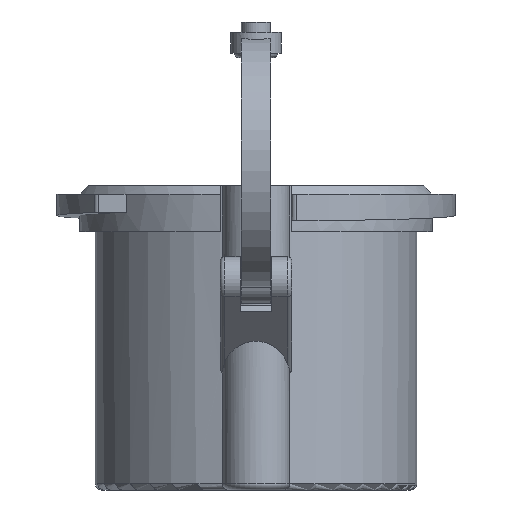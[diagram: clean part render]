
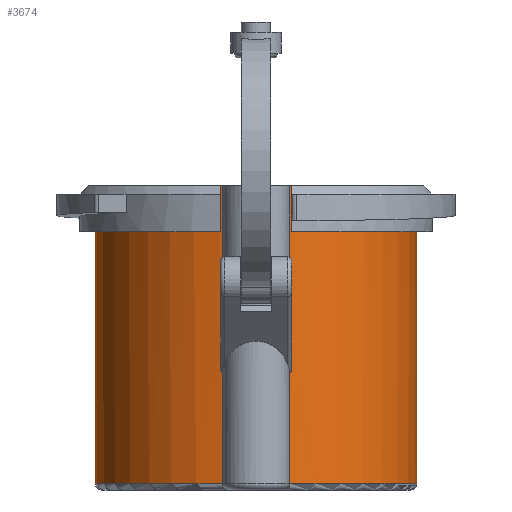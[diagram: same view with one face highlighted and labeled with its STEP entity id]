
A CAD part, front view. The second image highlights one B-rep face of the part: STEP entity #3674.
In plain terms, the highlighted cylindrical face has radius 38.3 mm (diameter 76.6 mm), a partial arc.
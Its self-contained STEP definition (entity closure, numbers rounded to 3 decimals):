
#80=B_SPLINE_CURVE_WITH_KNOTS('',3,(#5544,#5545,#5546,#5547,#5548,#5549,
#5550,#5551),.UNSPECIFIED.,.F.,.F.,(4,2,2,4),(0.,0.051,0.102,
0.124),.UNSPECIFIED.);
#83=B_SPLINE_CURVE_WITH_KNOTS('',3,(#5582,#5583,#5584,#5585,#5586,#5587,
#5588,#5589),.UNSPECIFIED.,.F.,.F.,(4,2,2,4),(0.202,0.229,
0.267,0.304),.UNSPECIFIED.);
#85=B_SPLINE_CURVE_WITH_KNOTS('',3,(#5609,#5610,#5611,#5612,#5613,#5614,
#5615,#5616),.UNSPECIFIED.,.F.,.F.,(4,2,2,4),(0.245,0.267,
0.318,0.369),.UNSPECIFIED.);
#86=B_SPLINE_CURVE_WITH_KNOTS('',3,(#5626,#5627,#5628,#5629,#5630,#5631,
#5632,#5633),.UNSPECIFIED.,.F.,.F.,(4,2,2,4),(0.,0.038,0.075,
0.102),.UNSPECIFIED.);
#108=LINE('',#5591,#355);
#158=LINE('',#5797,#405);
#164=LINE('',#5822,#411);
#165=LINE('',#5824,#412);
#166=LINE('',#5827,#413);
#167=LINE('',#5828,#414);
#168=LINE('',#5829,#415);
#169=LINE('',#5830,#416);
#355=VECTOR('',#4470,10.);
#405=VECTOR('',#4644,10.);
#411=VECTOR('',#4670,10.);
#412=VECTOR('',#4671,10.);
#413=VECTOR('',#4674,10.);
#414=VECTOR('',#4675,10.);
#415=VECTOR('',#4676,10.);
#416=VECTOR('',#4677,10.);
#612=CYLINDRICAL_SURFACE('',#4003,38.3);
#864=FACE_OUTER_BOUND('',#1080,.T.);
#1080=EDGE_LOOP('',(#2640,#2641,#2642,#2643,#2644,#2645,#2646,#2647,#2648,
#2649,#2650,#2651,#2652,#2653,#2654,#2655));
#1325=CIRCLE('',#3996,38.3);
#1327=CIRCLE('',#3998,38.3);
#1330=CIRCLE('',#4002,38.3);
#1331=CIRCLE('',#4004,38.3);
#1503=VERTEX_POINT('',#5542);
#1504=VERTEX_POINT('',#5543);
#1511=VERTEX_POINT('',#5572);
#1512=VERTEX_POINT('',#5580);
#1515=VERTEX_POINT('',#5596);
#1518=VERTEX_POINT('',#5607);
#1521=VERTEX_POINT('',#5624);
#1522=VERTEX_POINT('',#5625);
#1574=VERTEX_POINT('',#5794);
#1575=VERTEX_POINT('',#5796);
#1577=VERTEX_POINT('',#5802);
#1578=VERTEX_POINT('',#5804);
#1579=VERTEX_POINT('',#5806);
#1584=VERTEX_POINT('',#5818);
#1585=VERTEX_POINT('',#5823);
#1586=VERTEX_POINT('',#5825);
#1872=EDGE_CURVE('',#1503,#1504,#80,.T.);
#1883=EDGE_CURVE('',#1512,#1511,#83,.F.);
#1884=EDGE_CURVE('',#1512,#1503,#108,.T.);
#1890=EDGE_CURVE('',#1518,#1515,#85,.F.);
#1894=EDGE_CURVE('',#1521,#1522,#86,.T.);
#1973=EDGE_CURVE('',#1575,#1574,#158,.T.);
#1977=EDGE_CURVE('',#1577,#1578,#1325,.T.);
#1979=EDGE_CURVE('',#1579,#1574,#1327,.T.);
#1984=EDGE_CURVE('',#1584,#1575,#1330,.T.);
#1986=EDGE_CURVE('',#1579,#1511,#164,.T.);
#1987=EDGE_CURVE('',#1504,#1585,#165,.F.);
#1988=EDGE_CURVE('',#1586,#1585,#1331,.T.);
#1989=EDGE_CURVE('',#1586,#1515,#166,.T.);
#1990=EDGE_CURVE('',#1518,#1521,#167,.T.);
#1991=EDGE_CURVE('',#1522,#1578,#168,.T.);
#1992=EDGE_CURVE('',#1577,#1584,#169,.T.);
#2640=ORIENTED_EDGE('',*,*,#1984,.T.);
#2641=ORIENTED_EDGE('',*,*,#1973,.T.);
#2642=ORIENTED_EDGE('',*,*,#1979,.F.);
#2643=ORIENTED_EDGE('',*,*,#1986,.T.);
#2644=ORIENTED_EDGE('',*,*,#1883,.F.);
#2645=ORIENTED_EDGE('',*,*,#1884,.T.);
#2646=ORIENTED_EDGE('',*,*,#1872,.T.);
#2647=ORIENTED_EDGE('',*,*,#1987,.T.);
#2648=ORIENTED_EDGE('',*,*,#1988,.F.);
#2649=ORIENTED_EDGE('',*,*,#1989,.T.);
#2650=ORIENTED_EDGE('',*,*,#1890,.F.);
#2651=ORIENTED_EDGE('',*,*,#1990,.T.);
#2652=ORIENTED_EDGE('',*,*,#1894,.T.);
#2653=ORIENTED_EDGE('',*,*,#1991,.T.);
#2654=ORIENTED_EDGE('',*,*,#1977,.F.);
#2655=ORIENTED_EDGE('',*,*,#1992,.T.);
#3674=ADVANCED_FACE('',(#864),#612,.T.);
#3996=AXIS2_PLACEMENT_3D('',#5805,#4651,#4652);
#3998=AXIS2_PLACEMENT_3D('',#5808,#4655,#4656);
#4002=AXIS2_PLACEMENT_3D('',#5819,#4665,#4666);
#4003=AXIS2_PLACEMENT_3D('',#5821,#4668,#4669);
#4004=AXIS2_PLACEMENT_3D('',#5826,#4672,#4673);
#4470=DIRECTION('',(0.,0.,-1.));
#4644=DIRECTION('',(0.,0.,1.));
#4651=DIRECTION('center_axis',(0.,0.,1.));
#4652=DIRECTION('ref_axis',(0.222,0.975,0.));
#4655=DIRECTION('center_axis',(0.,0.,1.));
#4656=DIRECTION('ref_axis',(-0.209,0.978,0.));
#4665=DIRECTION('center_axis',(0.,0.,
-1.));
#4666=DIRECTION('ref_axis',(-0.209,0.978,0.));
#4668=DIRECTION('center_axis',(0.,0.,1.));
#4669=DIRECTION('ref_axis',(-0.209,0.978,0.));
#4670=DIRECTION('',(0.,0.,-1.));
#4671=DIRECTION('',(0.,0.,1.));
#4672=DIRECTION('center_axis',(0.,0.,-1.));
#4673=DIRECTION('ref_axis',(0.,1.,0.));
#4674=DIRECTION('',(0.,0.,1.));
#4675=DIRECTION('',(0.,0.,1.));
#4676=DIRECTION('',(0.,0.,1.));
#4677=DIRECTION('',(0.,0.,-1.));
#5542=CARTESIAN_POINT('',(8.5,-37.345,28.981));
#5543=CARTESIAN_POINT('',(7.996,-37.456,27.864));
#5544=CARTESIAN_POINT('Ctrl Pts',(8.5,-37.345,28.981));
#5545=CARTESIAN_POINT('Ctrl Pts',(8.5,-37.345,28.81));
#5546=CARTESIAN_POINT('Ctrl Pts',(8.477,-37.35,28.625));
#5547=CARTESIAN_POINT('Ctrl Pts',(8.368,-37.375,28.281));
#5548=CARTESIAN_POINT('Ctrl Pts',(8.282,-37.394,28.121));
#5549=CARTESIAN_POINT('Ctrl Pts',(8.116,-37.43,27.948));
#5550=CARTESIAN_POINT('Ctrl Pts',(8.059,-37.443,27.901));
#5551=CARTESIAN_POINT('Ctrl Pts',(7.996,-37.456,27.864));
#5572=CARTESIAN_POINT('',(7.996,-37.456,55.368));
#5580=CARTESIAN_POINT('',(8.5,-37.345,54.5));
#5582=CARTESIAN_POINT('Ctrl Pts',(7.996,-37.456,55.368));
#5583=CARTESIAN_POINT('Ctrl Pts',(8.076,-37.439,55.323));
#5584=CARTESIAN_POINT('Ctrl Pts',(8.149,-37.423,55.266));
#5585=CARTESIAN_POINT('Ctrl Pts',(8.297,-37.391,55.116));
#5586=CARTESIAN_POINT('Ctrl Pts',(8.374,-37.373,55.004));
#5587=CARTESIAN_POINT('Ctrl Pts',(8.475,-37.351,54.759));
#5588=CARTESIAN_POINT('Ctrl Pts',(8.5,-37.345,54.625));
#5589=CARTESIAN_POINT('Ctrl Pts',(8.5,-37.345,54.5));
#5591=CARTESIAN_POINT('',(8.5,-37.345,0.));
#5596=CARTESIAN_POINT('',(-7.996,-37.456,27.864));
#5607=CARTESIAN_POINT('',(-8.5,-37.345,28.981));
#5609=CARTESIAN_POINT('Ctrl Pts',(-7.996,-37.456,27.864));
#5610=CARTESIAN_POINT('Ctrl Pts',(-8.059,-37.443,27.901));
#5611=CARTESIAN_POINT('Ctrl Pts',(-8.116,-37.43,27.948));
#5612=CARTESIAN_POINT('Ctrl Pts',(-8.282,-37.394,28.121));
#5613=CARTESIAN_POINT('Ctrl Pts',(-8.368,-37.375,28.281));
#5614=CARTESIAN_POINT('Ctrl Pts',(-8.477,-37.35,28.625));
#5615=CARTESIAN_POINT('Ctrl Pts',(-8.5,-37.345,28.81));
#5616=CARTESIAN_POINT('Ctrl Pts',(-8.5,-37.345,28.981));
#5624=CARTESIAN_POINT('',(-8.5,-37.345,54.5));
#5625=CARTESIAN_POINT('',(-7.996,-37.456,55.368));
#5626=CARTESIAN_POINT('Ctrl Pts',(-8.5,-37.345,54.5));
#5627=CARTESIAN_POINT('Ctrl Pts',(-8.5,-37.345,54.625));
#5628=CARTESIAN_POINT('Ctrl Pts',(-8.475,-37.351,54.759));
#5629=CARTESIAN_POINT('Ctrl Pts',(-8.374,-37.373,55.004));
#5630=CARTESIAN_POINT('Ctrl Pts',(-8.297,-37.391,55.116));
#5631=CARTESIAN_POINT('Ctrl Pts',(-8.149,-37.423,55.266));
#5632=CARTESIAN_POINT('Ctrl Pts',(-8.076,-37.439,55.323));
#5633=CARTESIAN_POINT('Ctrl Pts',(-7.996,-37.456,55.368));
#5794=CARTESIAN_POINT('',(8.5,-37.345,72.5));
#5796=CARTESIAN_POINT('',(8.5,-37.345,61.5));
#5797=CARTESIAN_POINT('',(8.5,-37.345,0.));
#5802=CARTESIAN_POINT('',(-8.5,-37.345,72.5));
#5804=CARTESIAN_POINT('',(-7.996,-37.456,72.5));
#5805=CARTESIAN_POINT('Origin',(0.,0.,72.5));
#5806=CARTESIAN_POINT('',(7.996,-37.456,72.5));
#5808=CARTESIAN_POINT('Origin',(0.,0.,72.5));
#5818=CARTESIAN_POINT('',(-8.5,-37.345,61.5));
#5819=CARTESIAN_POINT('Origin',(0.,0.,61.5));
#5821=CARTESIAN_POINT('Origin',(0.,0.,0.));
#5822=CARTESIAN_POINT('',(7.996,-37.456,72.5));
#5823=CARTESIAN_POINT('',(7.996,-37.456,1.5));
#5824=CARTESIAN_POINT('',(7.996,-37.456,0.));
#5825=CARTESIAN_POINT('',(-7.996,-37.456,1.5));
#5826=CARTESIAN_POINT('Origin',(0.,0.,1.5));
#5827=CARTESIAN_POINT('',(-7.996,-37.456,0.));
#5828=CARTESIAN_POINT('',(-8.5,-37.345,0.));
#5829=CARTESIAN_POINT('',(-7.996,-37.456,0.));
#5830=CARTESIAN_POINT('',(-8.5,-37.345,72.5));
